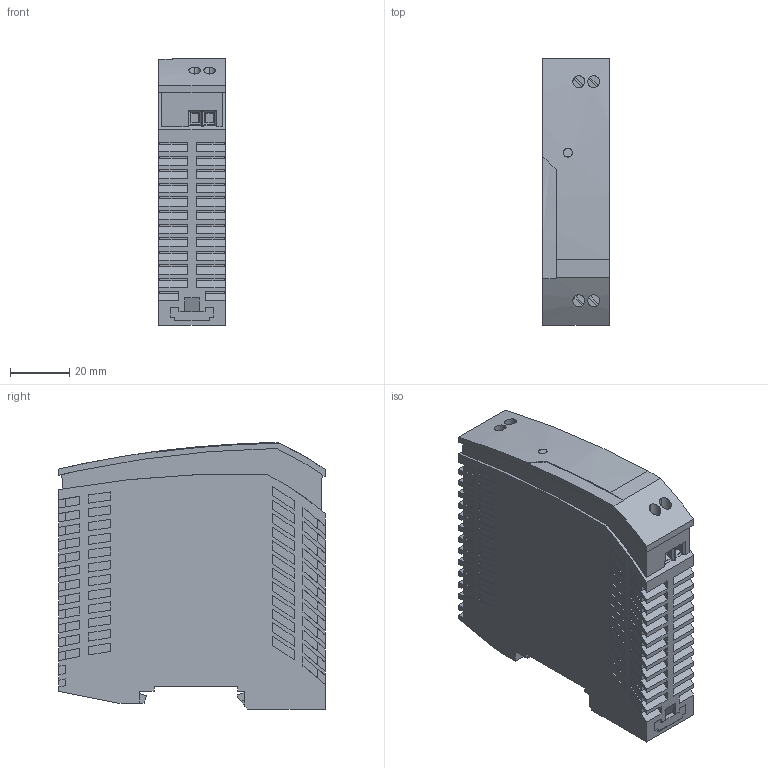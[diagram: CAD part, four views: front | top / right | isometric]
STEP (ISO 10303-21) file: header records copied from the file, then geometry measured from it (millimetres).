
FILE_DESCRIPTION(('Creo Elements/Direct Modeling STEP Export'),'2;1');
FILE_NAME('model.stp','2018-11-16T 9:54:12',(''),(''),'Creo Elements/Direct Modeling STEP processor for AP214 (Solid Model)','Creo Elements/Direct Modeling 18.1I 14-Aug-2016 (C) Parametric Technology GmbH','');
FILE_SCHEMA(('AUTOMOTIVE_DESIGN { 1 0 10303 214 1 1 1 1 }'));
Length unit declared in the file: millimetre
Products named in the file (2): UNO_PS_1AC_12DC_30W-select
Assembly tree (1 placements, depth 2):
  UNO_PS_1AC_12DC_30W-select
    UNO_PS_1AC_12DC_30W-select
Bounding box: 22.5 x 90 x 89.87 mm (x, y, z)
Volume: 160982.6 mm3; surface area: 27308 mm2
Topology: 1 solids, 1 shells, 728 faces, 1986 edges, 1316 vertices
Faces by surface type: plane 511, cylinder 215, extrusion 2
Entity records: 28375 total; most frequent: CARTESIAN_POINT 4129, ORIENTED_EDGE 3972, DIRECTION 3755, EDGE_CURVE 1986, VECTOR 1339, LINE 1337, VERTEX_POINT 1316, AXIS2_PLACEMENT_3D 1208
